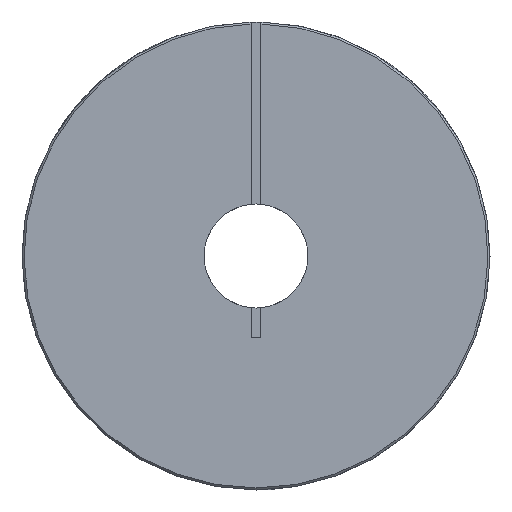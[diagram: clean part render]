
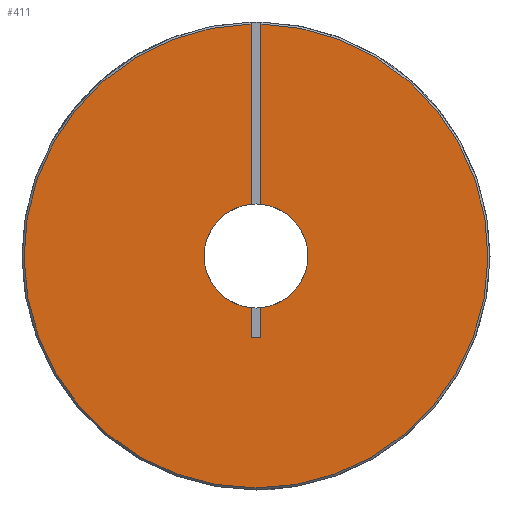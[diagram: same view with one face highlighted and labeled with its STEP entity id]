
A CAD part, left-side view. The second image highlights one B-rep face of the part: STEP entity #411.
In plain terms, the highlighted planar face has unit normal (-1, 0, 0).
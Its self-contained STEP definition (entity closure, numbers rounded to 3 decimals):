
#10 = CIRCLE ( 'NONE', #61, 6.35 ) ;
#19 = AXIS2_PLACEMENT_3D ( 'NONE', #1063, #1065, #1066 ) ;
#61 = AXIS2_PLACEMENT_3D ( 'NONE', #906, #903, #901 ) ;
#72 = CIRCLE ( 'NONE', #86, 28.325 ) ;
#86 = AXIS2_PLACEMENT_3D ( 'NONE', #773, #777, #778 ) ;
#170 = CARTESIAN_POINT ( 'NONE',  ( 0., 0.61, 6.321 ) ) ;
#179 = CARTESIAN_POINT ( 'NONE',  ( 0., 0.61, -6.321 ) ) ;
#235 = FACE_OUTER_BOUND ( 'NONE', #1254, .T. ) ;
#247 = AXIS2_PLACEMENT_3D ( 'NONE', #519, #527, #529 ) ;
#411 = ADVANCED_FACE ( 'NONE', ( #235 ), #522, .T. ) ;
#447 = ORIENTED_EDGE ( 'NONE', *, *, #1297, .T. ) ;
#519 = CARTESIAN_POINT ( 'NONE',  ( 0., 0., 0. ) ) ;
#522 = PLANE ( 'NONE',  #247 ) ;
#527 = DIRECTION ( 'NONE',  ( -1., 0., 0. ) ) ;
#529 = DIRECTION ( 'NONE',  ( 0., 0., 1. ) ) ;
#573 = CARTESIAN_POINT ( 'NONE',  ( 0., 0., -28.325 ) ) ;
#638 = EDGE_CURVE ( 'NONE', #1435, #995, #72, .T. ) ;
#716 = EDGE_CURVE ( 'NONE', #1466, #1413, #10, .T. ) ;
#759 = CARTESIAN_POINT ( 'NONE',  ( 0., -0.61, -10.004 ) ) ;
#773 = CARTESIAN_POINT ( 'NONE',  ( 0., 0., 0. ) ) ;
#777 = DIRECTION ( 'NONE',  ( -1., 0., 0. ) ) ;
#778 = DIRECTION ( 'NONE',  ( 0., 0., 1. ) ) ;
#840 = EDGE_CURVE ( 'NONE', #1844, #1554, #1790, .T. ) ;
#901 = DIRECTION ( 'NONE',  ( 0., 0., 1. ) ) ;
#903 = DIRECTION ( 'NONE',  ( -1., 0., 0. ) ) ;
#906 = CARTESIAN_POINT ( 'NONE',  ( 0., 0., 0. ) ) ;
#940 = ORIENTED_EDGE ( 'NONE', *, *, #1303, .F. ) ;
#941 = ORIENTED_EDGE ( 'NONE', *, *, #1256, .T. ) ;
#943 = ORIENTED_EDGE ( 'NONE', *, *, #638, .T. ) ;
#945 = ORIENTED_EDGE ( 'NONE', *, *, #840, .F. ) ;
#948 = ORIENTED_EDGE ( 'NONE', *, *, #1039, .T. ) ;
#949 = ORIENTED_EDGE ( 'NONE', *, *, #1242, .T. ) ;
#962 = ORIENTED_EDGE ( 'NONE', *, *, #1287, .T. ) ;
#970 = ORIENTED_EDGE ( 'NONE', *, *, #716, .F. ) ;
#995 = VERTEX_POINT ( 'NONE', #1440 ) ;
#1025 = VERTEX_POINT ( 'NONE', #1494 ) ;
#1039 = EDGE_CURVE ( 'NONE', #1844, #1230, #1743, .T. ) ;
#1063 = CARTESIAN_POINT ( 'NONE',  ( 0., 0., 0. ) ) ;
#1065 = DIRECTION ( 'NONE',  ( -1., 0., 0. ) ) ;
#1066 = DIRECTION ( 'NONE',  ( 0., 0., 1. ) ) ;
#1230 = VERTEX_POINT ( 'NONE', #759 ) ;
#1242 = EDGE_CURVE ( 'NONE', #1230, #1025, #1526, .T. ) ;
#1254 = EDGE_LOOP ( 'NONE', ( #940, #941, #943, #447, #945, #948, #949, #962, #970 ) ) ;
#1256 = EDGE_CURVE ( 'NONE', #1756, #1435, #1530, .T. ) ;
#1287 = EDGE_CURVE ( 'NONE', #1025, #1413, #1504, .T. ) ;
#1297 = EDGE_CURVE ( 'NONE', #995, #1554, #1502, .T. ) ;
#1303 = EDGE_CURVE ( 'NONE', #1756, #1466, #1486, .T. ) ;
#1352 = CARTESIAN_POINT ( 'NONE',  ( 0., 0., 0. ) ) ;
#1358 = DIRECTION ( 'NONE',  ( 0., 1., 0. ) ) ;
#1362 = DIRECTION ( 'NONE',  ( 0., 0., 1. ) ) ;
#1363 = CARTESIAN_POINT ( 'NONE',  ( 0., 0.61, 28.568 ) ) ;
#1370 = CARTESIAN_POINT ( 'NONE',  ( 0., -0.61, 6.321 ) ) ;
#1382 = DIRECTION ( 'NONE',  ( -1., 0., 0. ) ) ;
#1413 = VERTEX_POINT ( 'NONE', #179 ) ;
#1418 = CARTESIAN_POINT ( 'NONE',  ( 0., -0.61, -6.321 ) ) ;
#1435 = VERTEX_POINT ( 'NONE', #573 ) ;
#1440 = CARTESIAN_POINT ( 'NONE',  ( 0., -0.61, 28.318 ) ) ;
#1466 = VERTEX_POINT ( 'NONE', #170 ) ;
#1478 = VECTOR ( 'NONE', #1802, 1000. ) ;
#1484 = VECTOR ( 'NONE', #1650, 1000. ) ;
#1486 = LINE ( 'NONE', #1363, #1478 ) ;
#1489 = CARTESIAN_POINT ( 'NONE',  ( 0., 0.61, 28.318 ) ) ;
#1494 = CARTESIAN_POINT ( 'NONE',  ( 0., 0.61, -10.004 ) ) ;
#1500 = VECTOR ( 'NONE', #1542, 1000. ) ;
#1502 = LINE ( 'NONE', #1772, #1484 ) ;
#1504 = LINE ( 'NONE', #1561, #1500 ) ;
#1510 = AXIS2_PLACEMENT_3D ( 'NONE', #1352, #1382, #1362 ) ;
#1521 = VECTOR ( 'NONE', #1358, 1000. ) ;
#1522 = CARTESIAN_POINT ( 'NONE',  ( 0., -0.61, 0. ) ) ;
#1526 = LINE ( 'NONE', #1601, #1521 ) ;
#1530 = CIRCLE ( 'NONE', #1510, 28.325 ) ;
#1542 = DIRECTION ( 'NONE',  ( 0., 0., 1. ) ) ;
#1554 = VERTEX_POINT ( 'NONE', #1370 ) ;
#1561 = CARTESIAN_POINT ( 'NONE',  ( 0., 0.61, 0. ) ) ;
#1601 = CARTESIAN_POINT ( 'NONE',  ( 0., 0., -10.004 ) ) ;
#1650 = DIRECTION ( 'NONE',  ( 0., 0., -1. ) ) ;
#1672 = DIRECTION ( 'NONE',  ( 0., 0., -1. ) ) ;
#1727 = VECTOR ( 'NONE', #1672, 1000. ) ;
#1743 = LINE ( 'NONE', #1522, #1727 ) ;
#1756 = VERTEX_POINT ( 'NONE', #1489 ) ;
#1772 = CARTESIAN_POINT ( 'NONE',  ( 0., -0.61, 0. ) ) ;
#1790 = CIRCLE ( 'NONE', #19, 6.35 ) ;
#1802 = DIRECTION ( 'NONE',  ( 0., 0., -1. ) ) ;
#1844 = VERTEX_POINT ( 'NONE', #1418 ) ;
